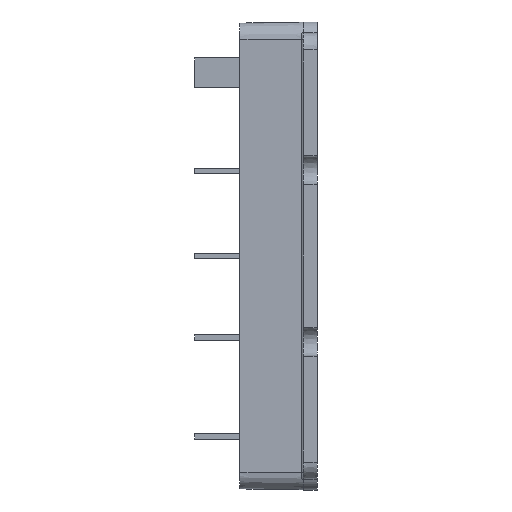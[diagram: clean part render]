
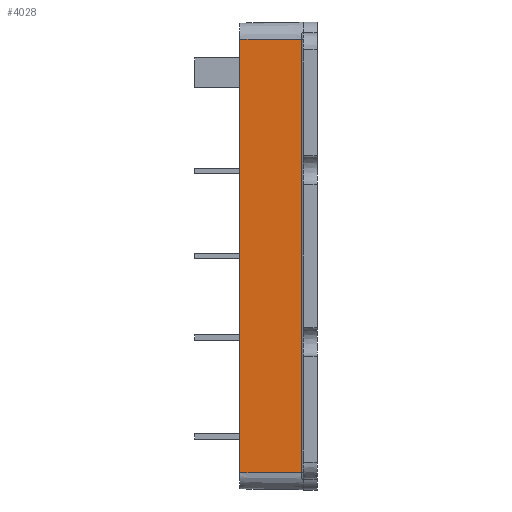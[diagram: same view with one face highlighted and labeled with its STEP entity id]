
A CAD part, left-side view. The second image highlights one B-rep face of the part: STEP entity #4028.
In plain terms, the highlighted planar face has unit normal (-1, 0.018, 0).
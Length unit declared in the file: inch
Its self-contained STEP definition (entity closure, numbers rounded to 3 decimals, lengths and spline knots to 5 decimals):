
#74 = CARTESIAN_POINT ( 'NONE',  ( -1.8382, 0.0808, -1.27513 ) ) ;
#144 = PLANE ( 'NONE',  #1929 ) ;
#669 = CARTESIAN_POINT ( 'NONE',  ( -1.83168, 0.4545, 1.27513 ) ) ;
#789 = VERTEX_POINT ( 'NONE', #1843 ) ;
#823 = FACE_OUTER_BOUND ( 'NONE', #1418, .T. ) ;
#1062 = LINE ( 'NONE', #3476, #5392 ) ;
#1253 = EDGE_CURVE ( 'NONE', #1491, #789, #5449, .T. ) ;
#1418 = EDGE_LOOP ( 'NONE', ( #2270, #3327, #4610, #4285 ) ) ;
#1491 = VERTEX_POINT ( 'NONE', #4246 ) ;
#1843 = CARTESIAN_POINT ( 'NONE',  ( -1.83803, 0.09072, 1.27513 ) ) ;
#1929 = AXIS2_PLACEMENT_3D ( 'NONE', #74, #3358, #4347 ) ;
#2069 = DIRECTION ( 'NONE',  ( 0., 0., 1. ) ) ;
#2270 = ORIENTED_EDGE ( 'NONE', *, *, #5122, .T. ) ;
#2276 = VERTEX_POINT ( 'NONE', #669 ) ;
#2586 = CARTESIAN_POINT ( 'NONE',  ( -1.8382, 0.0808, 1.27513 ) ) ;
#3231 = EDGE_CURVE ( 'NONE', #2276, #789, #4148, .T. ) ;
#3327 = ORIENTED_EDGE ( 'NONE', *, *, #1253, .T. ) ;
#3358 = DIRECTION ( 'NONE',  ( -1., 0.017, 0. ) ) ;
#3476 = CARTESIAN_POINT ( 'NONE',  ( -1.8382, 0.0808, -1.27513 ) ) ;
#3554 = LINE ( 'NONE', #4855, #3994 ) ;
#3994 = VECTOR ( 'NONE', #2069, 39.37008 ) ;
#4028 = ADVANCED_FACE ( 'NONE', ( #823 ), #144, .T. ) ;
#4148 = LINE ( 'NONE', #2586, #5977 ) ;
#4196 = VECTOR ( 'NONE', #5910, 39.37008 ) ;
#4246 = CARTESIAN_POINT ( 'NONE',  ( -1.83803, 0.09072, -1.27513 ) ) ;
#4285 = ORIENTED_EDGE ( 'NONE', *, *, #5783, .F. ) ;
#4347 = DIRECTION ( 'NONE',  ( -0.017, -1., 0. ) ) ;
#4414 = CARTESIAN_POINT ( 'NONE',  ( -1.83803, 0.09072, -1.27513 ) ) ;
#4610 = ORIENTED_EDGE ( 'NONE', *, *, #3231, .F. ) ;
#4765 = CARTESIAN_POINT ( 'NONE',  ( -1.83168, 0.4545, -1.27513 ) ) ;
#4798 = VERTEX_POINT ( 'NONE', #4765 ) ;
#4855 = CARTESIAN_POINT ( 'NONE',  ( -1.83168, 0.4545, -1.27513 ) ) ;
#5122 = EDGE_CURVE ( 'NONE', #4798, #1491, #1062, .T. ) ;
#5392 = VECTOR ( 'NONE', #5710, 39.37008 ) ;
#5449 = LINE ( 'NONE', #4414, #4196 ) ;
#5710 = DIRECTION ( 'NONE',  ( -0.017, -1., 0. ) ) ;
#5783 = EDGE_CURVE ( 'NONE', #4798, #2276, #3554, .T. ) ;
#5839 = DIRECTION ( 'NONE',  ( -0.017, -1., 0. ) ) ;
#5910 = DIRECTION ( 'NONE',  ( 0., 0., 1. ) ) ;
#5977 = VECTOR ( 'NONE', #5839, 39.37008 ) ;
